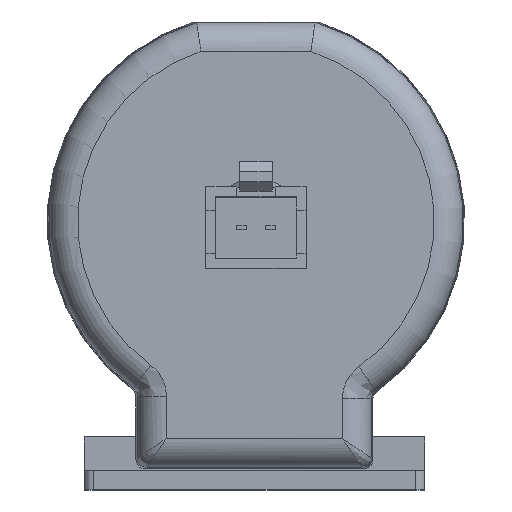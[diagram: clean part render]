
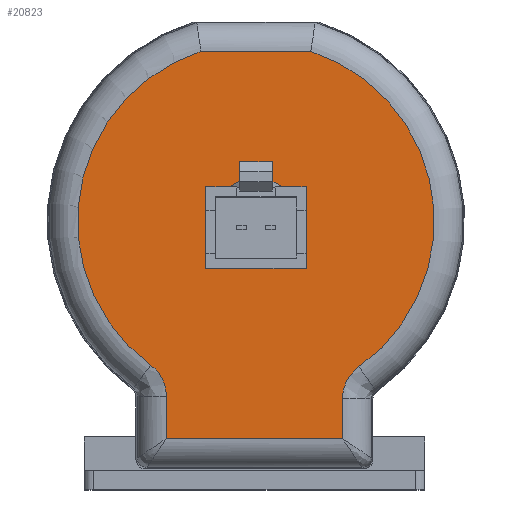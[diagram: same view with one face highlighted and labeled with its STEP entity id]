
A CAD part, left-side view. The second image highlights one B-rep face of the part: STEP entity #20823.
In plain terms, the highlighted planar face has unit normal (-1, 0, 0).
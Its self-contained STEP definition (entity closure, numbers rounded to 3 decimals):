
#11694=CARTESIAN_POINT('',(-49.,555.681,17.525));
#11714=DIRECTION('',(0.,0.,1.));
#11715=VECTOR('',#11714,4.39);
#11716=CARTESIAN_POINT('',(-49.,559.276,-22.582));
#11717=LINE('',#11716,#11715);
#11797=DIRECTION('',(0.,-1.,0.));
#11798=VECTOR('',#11797,11.363);
#11799=CARTESIAN_POINT('',(-49.,555.681,17.525));
#11800=LINE('',#11799,#11798);
#11806=CARTESIAN_POINT('',(-49.,544.319,17.525));
#11828=DIRECTION('',(0.,0.,-1.));
#11829=VECTOR('',#11828,4.174);
#11830=CARTESIAN_POINT('',(-49.,541.024,-18.408));
#11831=LINE('',#11830,#11829);
#11859=DIRECTION('',(0.,1.,0.));
#11860=VECTOR('',#11859,18.253);
#11861=CARTESIAN_POINT('',(-49.,541.024,-22.582));
#11862=LINE('',#11861,#11860);
#11867=CARTESIAN_POINT('',(-49.,550.,-0.056));
#11868=DIRECTION('',(1.,0.,0.));
#11869=DIRECTION('',(0.,0.,1.));
#11870=AXIS2_PLACEMENT_3D('',#11867,#11868,#11869);
#11872=CARTESIAN_POINT('',(-49.,550.,-0.056));
#11873=DIRECTION('',(1.,0.,0.));
#11874=DIRECTION('',(0.,0.,-1.));
#11875=AXIS2_PLACEMENT_3D('',#11872,#11873,#11874);
#11877=CARTESIAN_POINT('',(-49.,550.,-0.056));
#11878=DIRECTION('',(-1.,0.,0.));
#11879=DIRECTION('',(0.,-0.577,-0.817));
#11880=AXIS2_PLACEMENT_3D('',#11877,#11878,#11879);
#11882=CARTESIAN_POINT('',(-49.,541.024,-18.408));
#11883=CARTESIAN_POINT('',(-49.,541.024,-18.36));
#11884=CARTESIAN_POINT('',(-49.,541.022,-18.262));
#11885=CARTESIAN_POINT('',(-49.,541.014,-18.116));
#11886=CARTESIAN_POINT('',(-49.,541.001,-17.97));
#11887=CARTESIAN_POINT('',(-49.,540.982,-17.825));
#11888=CARTESIAN_POINT('',(-49.,540.958,-17.68));
#11889=CARTESIAN_POINT('',(-49.,540.928,-17.536));
#11890=CARTESIAN_POINT('',(-49.,540.893,-17.393));
#11891=CARTESIAN_POINT('',(-49.,540.853,-17.251));
#11892=CARTESIAN_POINT('',(-49.,540.808,-17.111));
#11893=CARTESIAN_POINT('',(-49.,540.758,-16.973));
#11894=CARTESIAN_POINT('',(-49.,540.703,-16.837));
#11895=CARTESIAN_POINT('',(-49.,540.643,-16.702));
#11896=CARTESIAN_POINT('',(-49.,540.578,-16.571));
#11897=CARTESIAN_POINT('',(-49.,540.508,-16.441));
#11898=CARTESIAN_POINT('',(-49.,540.433,-16.314));
#11899=CARTESIAN_POINT('',(-49.,540.353,-16.19));
#11900=CARTESIAN_POINT('',(-49.,540.27,-16.069));
#11901=CARTESIAN_POINT('',(-49.,540.181,-15.952));
#11902=CARTESIAN_POINT('',(-49.,540.089,-15.837));
#11903=CARTESIAN_POINT('',(-49.,539.992,-15.726));
#11904=CARTESIAN_POINT('',(-49.,539.892,-15.619));
#11905=CARTESIAN_POINT('',(-49.,539.787,-15.515));
#11906=CARTESIAN_POINT('',(-49.,539.678,-15.415));
#11907=CARTESIAN_POINT('',(-49.,539.567,-15.32));
#11908=CARTESIAN_POINT('',(-49.,539.452,-15.228));
#11909=CARTESIAN_POINT('',(-49.,539.373,-15.17));
#11910=CARTESIAN_POINT('',(-49.,539.333,-15.142));
#11912=CARTESIAN_POINT('',(-49.,560.914,-14.965));
#11913=CARTESIAN_POINT('',(-49.,560.875,-14.993));
#11914=CARTESIAN_POINT('',(-49.,560.799,-15.051));
#11915=CARTESIAN_POINT('',(-49.,560.688,-15.142));
#11916=CARTESIAN_POINT('',(-49.,560.579,-15.237));
#11917=CARTESIAN_POINT('',(-49.,560.474,-15.337));
#11918=CARTESIAN_POINT('',(-49.,560.373,-15.44));
#11919=CARTESIAN_POINT('',(-49.,560.276,-15.546));
#11920=CARTESIAN_POINT('',(-49.,560.182,-15.657));
#11921=CARTESIAN_POINT('',(-49.,560.092,-15.77));
#11922=CARTESIAN_POINT('',(-49.,560.007,-15.886));
#11923=CARTESIAN_POINT('',(-49.,559.926,-16.006));
#11924=CARTESIAN_POINT('',(-49.,559.849,-16.128));
#11925=CARTESIAN_POINT('',(-49.,559.777,-16.254));
#11926=CARTESIAN_POINT('',(-49.,559.709,-16.381));
#11927=CARTESIAN_POINT('',(-49.,559.646,-16.511));
#11928=CARTESIAN_POINT('',(-49.,559.587,-16.644));
#11929=CARTESIAN_POINT('',(-49.,559.534,-16.778));
#11930=CARTESIAN_POINT('',(-49.,559.485,-16.914));
#11931=CARTESIAN_POINT('',(-49.,559.442,-17.052));
#11932=CARTESIAN_POINT('',(-49.,559.403,-17.191));
#11933=CARTESIAN_POINT('',(-49.,559.369,-17.332));
#11934=CARTESIAN_POINT('',(-49.,559.341,-17.474));
#11935=CARTESIAN_POINT('',(-49.,559.317,-17.617));
#11936=CARTESIAN_POINT('',(-49.,559.299,-17.76));
#11937=CARTESIAN_POINT('',(-49.,559.286,-17.904));
#11938=CARTESIAN_POINT('',(-49.,559.278,-18.049));
#11939=CARTESIAN_POINT('',(-49.,559.276,-18.144));
#11940=CARTESIAN_POINT('',(-49.,559.276,-18.192));
#11942=CARTESIAN_POINT('',(-49.,550.,-0.056));
#11943=DIRECTION('',(-1.,0.,0.));
#11944=DIRECTION('',(0.,0.307,0.952));
#11945=AXIS2_PLACEMENT_3D('',#11942,#11943,#11944);
#16971=CARTESIAN_POINT('',(-49.,560.914,-14.965));
#16972=VERTEX_POINT('',#16971);
#16973=CARTESIAN_POINT('',(-49.,541.024,
-18.408));
#16974=VERTEX_POINT('',#16973);
#16977=VERTEX_POINT('',#11806);
#16978=VERTEX_POINT('',#11694);
#16979=CARTESIAN_POINT('',(-49.,559.276,
-18.192));
#16980=VERTEX_POINT('',#16979);
#16981=CARTESIAN_POINT('',(-49.,539.333,-15.142));
#16982=VERTEX_POINT('',#16981);
#16983=CARTESIAN_POINT('',(-49.,559.276,-22.582));
#16984=VERTEX_POINT('',#16983);
#16985=CARTESIAN_POINT('',(-49.,541.024,-22.582));
#16986=VERTEX_POINT('',#16985);
#17610=CARTESIAN_POINT('',(-49.,550.,-4.518));
#17612=VERTEX_POINT('',#17610);
#17614=CARTESIAN_POINT('',(-49.,550.,4.406));
#17616=VERTEX_POINT('',#17614);
#20802=CARTESIAN_POINT('',(-49.,550.,-0.056));
#20803=DIRECTION('',(-1.,0.,0.));
#20804=DIRECTION('',(0.,1.,0.));
#20805=AXIS2_PLACEMENT_3D('',#20802,#20803,#20804);
#20806=PLANE('',#20805);
#20807=ORIENTED_EDGE('',*,*,#20626,.F.);
#20808=ORIENTED_EDGE('',*,*,#20676,.F.);
#20809=ORIENTED_EDGE('',*,*,#20690,.T.);
#20810=ORIENTED_EDGE('',*,*,#20795,.T.);
#20811=ORIENTED_EDGE('',*,*,#20398,.T.);
#20812=ORIENTED_EDGE('',*,*,#20383,.F.);
#20813=ORIENTED_EDGE('',*,*,#20332,.F.);
#20814=ORIENTED_EDGE('',*,*,#20613,.T.);
#20815=EDGE_LOOP('',(#20807,#20808,#20809,#20810,#20811,#20812,#20813,#20814));
#20816=FACE_OUTER_BOUND('',#20815,.F.);
#20818=ORIENTED_EDGE('',*,*,#20817,.F.);
#20820=ORIENTED_EDGE('',*,*,#20819,.F.);
#20821=EDGE_LOOP('',(#20818,#20820));
#20822=FACE_BOUND('',#20821,.F.);
#20823=ADVANCED_FACE('',(#20816,#20822),#20806,.T.);
#11871=CIRCLE('',#11870,4.462);
#11876=CIRCLE('',#11875,4.462);
#11881=CIRCLE('',#11880,18.476);
#11911=B_SPLINE_CURVE_WITH_KNOTS('',3,(#11882,#11883,#11884,#11885,#11886,
#11887,#11888,#11889,#11890,#11891,#11892,#11893,#11894,#11895,#11896,#11897,
#11898,#11899,#11900,#11901,#11902,#11903,#11904,#11905,#11906,#11907,#11908,
#11909,#11910),.UNSPECIFIED.,.F.,.F.,(4,1,1,1,1,1,1,1,1,1,1,1,1,1,1,1,1,1,1,1,1,
1,1,1,1,1,4),(0.,0.038,0.077,0.115,
0.154,0.192,0.231,0.269,
0.308,0.346,0.385,0.423,
0.462,0.5,0.538,0.577,0.615,
0.654,0.692,0.731,0.769,
0.808,0.846,0.885,0.923,
0.962,1.),.UNSPECIFIED.);
#11941=B_SPLINE_CURVE_WITH_KNOTS('',3,(#11912,#11913,#11914,#11915,#11916,
#11917,#11918,#11919,#11920,#11921,#11922,#11923,#11924,#11925,#11926,#11927,
#11928,#11929,#11930,#11931,#11932,#11933,#11934,#11935,#11936,#11937,#11938,
#11939,#11940),.UNSPECIFIED.,.F.,.F.,(4,1,1,1,1,1,1,1,1,1,1,1,1,1,1,1,1,1,1,1,1,
1,1,1,1,1,4),(0.,0.038,0.077,0.115,
0.154,0.192,0.231,0.269,
0.308,0.346,0.385,0.423,
0.462,0.5,0.538,0.577,0.615,
0.654,0.692,0.731,0.769,
0.808,0.846,0.885,0.923,
0.962,1.),.UNSPECIFIED.);
#11946=CIRCLE('',#11945,18.476);
#20332=EDGE_CURVE('',#16978,#16972,#11946,.T.);
#20383=EDGE_CURVE('',#16972,#16980,#11941,.T.);
#20398=EDGE_CURVE('',#16984,#16980,#11717,.T.);
#20613=EDGE_CURVE('',#16978,#16977,#11800,.T.);
#20626=EDGE_CURVE('',#16982,#16977,#11881,.T.);
#20676=EDGE_CURVE('',#16974,#16982,#11911,.T.);
#20690=EDGE_CURVE('',#16974,#16986,#11831,.T.);
#20795=EDGE_CURVE('',#16986,#16984,#11862,.T.);
#20817=EDGE_CURVE('',#17616,#17612,#11871,.T.);
#20819=EDGE_CURVE('',#17612,#17616,#11876,.T.);
